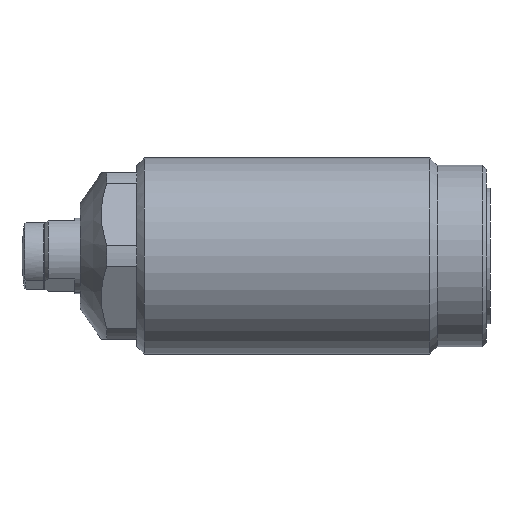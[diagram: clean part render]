
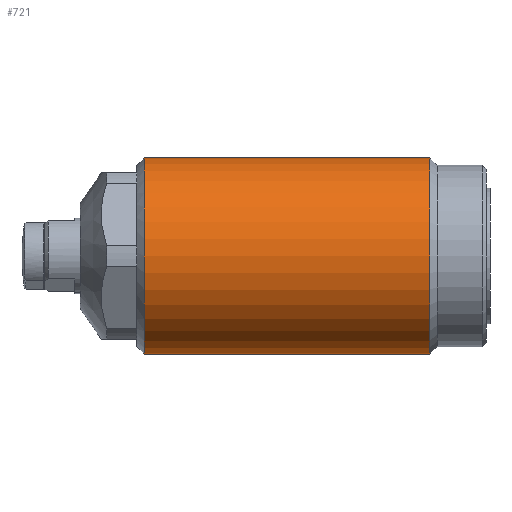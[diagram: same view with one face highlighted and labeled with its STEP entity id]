
A CAD part, left-side view. The second image highlights one B-rep face of the part: STEP entity #721.
In plain terms, the highlighted cylindrical face has radius 13 mm (diameter 26 mm), a partial arc.
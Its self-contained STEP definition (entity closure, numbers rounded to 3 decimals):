
#156 = CARTESIAN_POINT ( 'NONE',  ( 0., 8., 13. ) ) ;
#166 = CARTESIAN_POINT ( 'NONE',  ( 0., 45.8, -13. ) ) ;
#167 = CARTESIAN_POINT ( 'NONE',  ( 0., 45.8, 13. ) ) ;
#190 = DIRECTION ( 'NONE',  ( 0., 0., 1. ) ) ;
#191 = DIRECTION ( 'NONE',  ( 0., 1., 0. ) ) ;
#192 = CARTESIAN_POINT ( 'NONE',  ( 0., 8., 0. ) ) ;
#333 = DIRECTION ( 'NONE',  ( 0., 1., 0. ) ) ;
#335 = CARTESIAN_POINT ( 'NONE',  ( 0., 114.291, 13. ) ) ;
#336 = DIRECTION ( 'NONE',  ( 0., 1., 0. ) ) ;
#346 = CARTESIAN_POINT ( 'NONE',  ( 0., 114.291, -13. ) ) ;
#546 = VERTEX_POINT ( 'NONE', #1084 ) ;
#721 = ADVANCED_FACE ( 'NONE', ( #1905 ), #1907, .T. ) ;
#956 = DIRECTION ( 'NONE',  ( 0., 0., -1. ) ) ;
#957 = DIRECTION ( 'NONE',  ( 0., -1., 0. ) ) ;
#958 = CARTESIAN_POINT ( 'NONE',  ( 0., 45.8, 0. ) ) ;
#1084 = CARTESIAN_POINT ( 'NONE',  ( 0., 8., -13. ) ) ;
#1127 = CARTESIAN_POINT ( 'NONE',  ( 0., 114.291, 0. ) ) ;
#1133 = DIRECTION ( 'NONE',  ( 0., 1., 0. ) ) ;
#1152 = DIRECTION ( 'NONE',  ( 0., 0., 1. ) ) ;
#1196 = EDGE_CURVE ( 'NONE', #2160, #2161, #1941, .T. ) ;
#1467 = EDGE_CURVE ( 'NONE', #546, #2161, #2419, .T. ) ;
#1469 = EDGE_CURVE ( 'NONE', #2169, #2160, #2426, .T. ) ;
#1510 = EDGE_CURVE ( 'NONE', #546, #2169, #2480, .T. ) ;
#1631 = AXIS2_PLACEMENT_3D ( 'NONE', #192, #191, #190 ) ;
#1728 = AXIS2_PLACEMENT_3D ( 'NONE', #958, #957, #956 ) ;
#1747 = AXIS2_PLACEMENT_3D ( 'NONE', #1127, #1133, #1152 ) ;
#1784 = ORIENTED_EDGE ( 'NONE', *, *, #1196, .T. ) ;
#1785 = ORIENTED_EDGE ( 'NONE', *, *, #1469, .T. ) ;
#1786 = ORIENTED_EDGE ( 'NONE', *, *, #1510, .T. ) ;
#1791 = ORIENTED_EDGE ( 'NONE', *, *, #1467, .F. ) ;
#1905 = FACE_OUTER_BOUND ( 'NONE', #2232, .T. ) ;
#1907 = CYLINDRICAL_SURFACE ( 'NONE', #1747, 13. ) ;
#1941 = CIRCLE ( 'NONE', #1728, 13. ) ;
#2160 = VERTEX_POINT ( 'NONE', #167 ) ;
#2161 = VERTEX_POINT ( 'NONE', #166 ) ;
#2169 = VERTEX_POINT ( 'NONE', #156 ) ;
#2232 = EDGE_LOOP ( 'NONE', ( #1791, #1786, #1785, #1784 ) ) ;
#2419 = LINE ( 'NONE', #346, #2427 ) ;
#2426 = LINE ( 'NONE', #335, #2429 ) ;
#2427 = VECTOR ( 'NONE', #336, 1000. ) ;
#2429 = VECTOR ( 'NONE', #333, 1000. ) ;
#2480 = CIRCLE ( 'NONE', #1631, 13. ) ;
